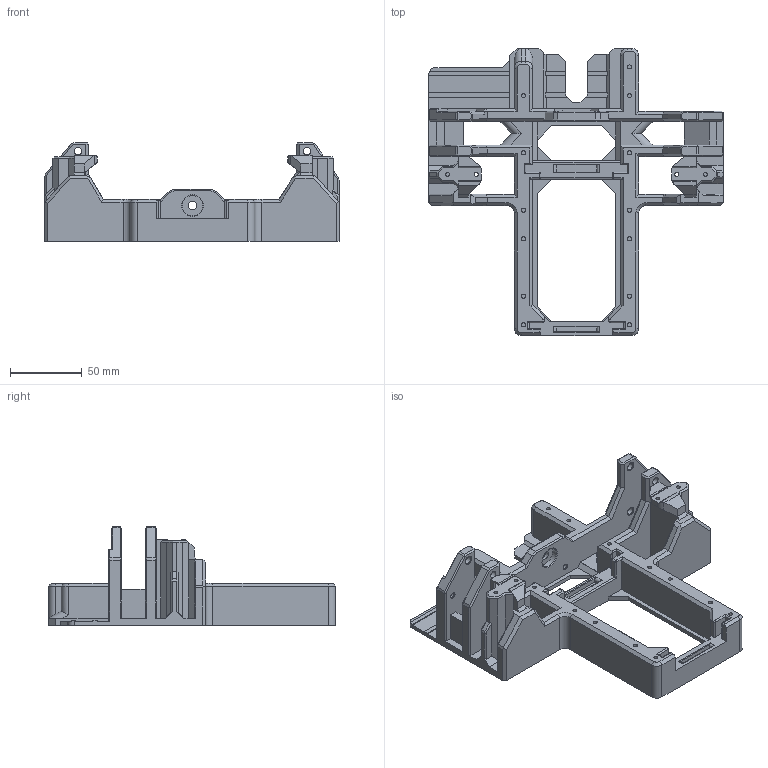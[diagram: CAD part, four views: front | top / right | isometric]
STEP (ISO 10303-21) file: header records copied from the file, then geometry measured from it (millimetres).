
FILE_DESCRIPTION(/* description */ ('STEP AP242','CAx-IF Rec.Pracs.---Representation and Presentation of Product Manufacturing Information (PMI)---4.0---2014-10-13','CAx-IF Rec.Pracs.---3D Tessellated Geometry---0.4---2014-09-14','2;1'),/* implementation_level */ '2;1');
FILE_NAME(/* name */ '681aeef5ec1f1d17266305d2',/* time_stamp */ '2025-05-07T05:26:13Z',/* author */ (''),/* organization */ (''),/* preprocessor_version */ 'ST-DEVELOPER v20',/* originating_system */ 'ONSHAPE BY PTC INC, 1.197',/* authorisation */ ' ');
FILE_SCHEMA (('AP242_MANAGED_MODEL_BASED_3D_ENGINEERING_MIM_LF { 1 0 10303 442 1 1 4 }'));
Length unit declared in the file: metre
Products named in the file (1): Part 1
Bounding box: 205.52 x 200.43 x 69 mm (x, y, z)
Volume: 378672.2 mm3; surface area: 107311.1 mm2
Topology: 1 solids, 1 shells, 587 faces, 1498 edges, 922 vertices
Faces by surface type: plane 440, cylinder 109, torus 22, cone 8, sphere 8
Full cylindrical faces by diameter (mm): 2.8 x17, 3.3 x5, 3.4 x4, 5.2 x6, 5.5 x2, 6 x1, 14.15 x1
Entity records: 16961 total; most frequent: CARTESIAN_POINT 2969, ORIENTED_EDGE 2840, DIRECTION 2803, EDGE_CURVE 1420, LINE 1187, VECTOR 1187, VERTEX_POINT 910, AXIS2_PLACEMENT_3D 808
